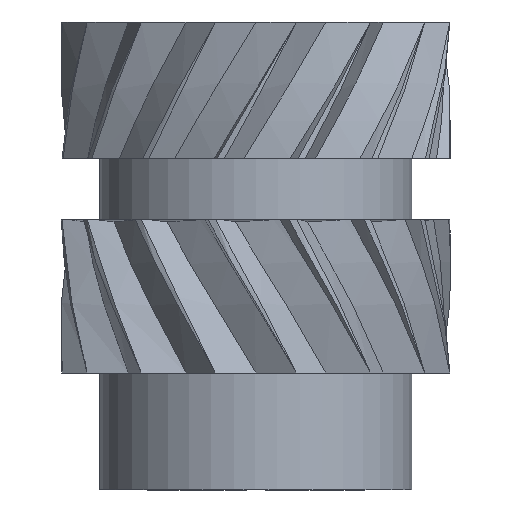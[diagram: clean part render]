
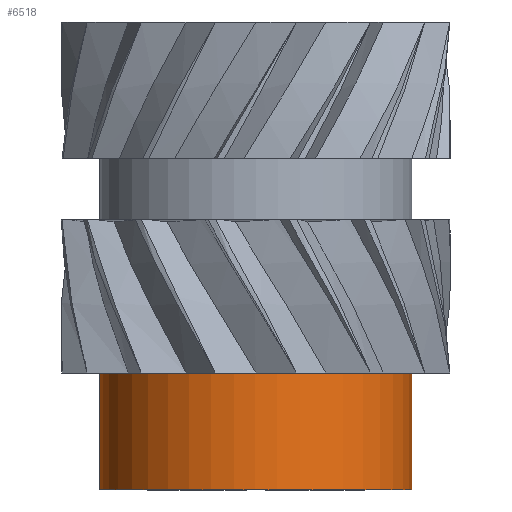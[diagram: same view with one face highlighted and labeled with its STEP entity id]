
A CAD part, front view. The second image highlights one B-rep face of the part: STEP entity #6518.
In plain terms, the highlighted free-form (B-spline) face has degree [1, 2] with [2, 9] control points.
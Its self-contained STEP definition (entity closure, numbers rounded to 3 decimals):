
#46 = EDGE_CURVE ( 'NONE', #4800, #8354, #10776, .T. ) ;
#70 = CARTESIAN_POINT ( 'NONE',  ( -2., 0., 0. ) ) ;
#428 = FACE_OUTER_BOUND ( 'NONE', #5432, .T. ) ;
#790 = CARTESIAN_POINT ( 'NONE',  ( 2., 2., 1.5 ) ) ;
#973 = CARTESIAN_POINT ( 'NONE',  ( 0., -2., 0. ) ) ;
#1209 = CARTESIAN_POINT ( 'NONE',  ( 2., -2., 0. ) ) ;
#1497 = CARTESIAN_POINT ( 'NONE',  ( -2., 2., 1.5 ) ) ;
#1866 = EDGE_CURVE ( 'NONE', #8414, #4800, #5838, .T. ) ;
#2106 = CARTESIAN_POINT ( 'NONE',  ( -2., 2., 0. ) ) ;
#2257 = ORIENTED_EDGE ( 'NONE', *, *, #1866, .T. ) ;
#2387 = B_SPLINE_CURVE_WITH_KNOTS ( 'NONE', 1,
 ( #70, #8958 ),
 .UNSPECIFIED., .F., .F.,
 ( 2, 2 ),
 ( 0., 6. ),
 .UNSPECIFIED. ) ;
#2406 = CARTESIAN_POINT ( 'NONE',  ( 2., 0., 1.5 ) ) ;
#2454 = CARTESIAN_POINT ( 'NONE',  ( 0., 2., 0. ) ) ;
#2677 = ORIENTED_EDGE ( 'NONE', *, *, #7355, .F. ) ;
#2693 = CARTESIAN_POINT ( 'NONE',  ( -2., 0., 0. ) ) ;
#3167 = CARTESIAN_POINT ( 'NONE',  ( 2., 0., 0. ) ) ;
#3913 = CARTESIAN_POINT ( 'NONE',  ( 2., 0., 0. ) ) ;
#4641 = CARTESIAN_POINT ( 'NONE',  ( 2., 0., 1.5 ) ) ;
#4800 = VERTEX_POINT ( 'NONE', #2406 ) ;
#5118 = CARTESIAN_POINT ( 'NONE',  ( -2., 0., 1.5 ) ) ;
#5239 = CARTESIAN_POINT ( 'NONE',  ( 2., 0., 1.5 ) ) ;
#5294 = CARTESIAN_POINT ( 'NONE',  ( 2., 0., 1.5 ) ) ;
#5351 = EDGE_CURVE ( 'NONE', #6718, #8354, #2387, .T. ) ;
#5432 = EDGE_LOOP ( 'NONE', ( #9409, #2677, #2257, #10564 ) ) ;
#5838 = B_SPLINE_CURVE_WITH_KNOTS ( 'NONE', 1,
 ( #8178, #4641 ),
 .UNSPECIFIED., .F., .F.,
 ( 2, 2 ),
 ( 0., 6. ),
 .UNSPECIFIED. ) ;
#6518 = ADVANCED_FACE ( 'NONE', ( #428 ), #9248, .T. ) ;
#6603 = CARTESIAN_POINT ( 'NONE',  ( 2., -2., 0. ) ) ;
#6714 = CARTESIAN_POINT ( 'NONE',  ( -2., -2., 0. ) ) ;
#6718 = VERTEX_POINT ( 'NONE', #2693 ) ;
#6763 = CARTESIAN_POINT ( 'NONE',  ( -2., 0., 0. ) ) ;
#6882 = CARTESIAN_POINT ( 'NONE',  ( -2., 0., 1.5 ) ) ;
#7355 = EDGE_CURVE ( 'NONE', #8414, #6718, #10905, .T. ) ;
#7594 = CARTESIAN_POINT ( 'NONE',  ( 0., -2., 0. ) ) ;
#8005 = CARTESIAN_POINT ( 'NONE',  ( 0., -2., 1.5 ) ) ;
#8178 = CARTESIAN_POINT ( 'NONE',  ( 2., 0., 0. ) ) ;
#8354 = VERTEX_POINT ( 'NONE', #8453 ) ;
#8414 = VERTEX_POINT ( 'NONE', #3913 ) ;
#8453 = CARTESIAN_POINT ( 'NONE',  ( -2., 0., 1.5 ) ) ;
#8658 = CARTESIAN_POINT ( 'NONE',  ( 2., 0., 1.5 ) ) ;
#8842 = CARTESIAN_POINT ( 'NONE',  ( 2., -2., 1.5 ) ) ;
#8902 = CARTESIAN_POINT ( 'NONE',  ( 2., 0., 0. ) ) ;
#8958 = CARTESIAN_POINT ( 'NONE',  ( -2., 0., 1.5 ) ) ;
#9248 =( BOUNDED_SURFACE ( )  B_SPLINE_SURFACE ( 1, 2, ( 
 ( #3167, #6603, #7594, #6714, #10219, #2106, #2454, #10560, #8902 ),
 ( #8658, #8842, #8005, #9609, #5118, #1497, #11389, #790, #5294 ) ),
 .UNSPECIFIED., .F., .T., .F. ) 
 B_SPLINE_SURFACE_WITH_KNOTS ( ( 2, 2 ),
 ( 3, 2, 2, 2, 3 ),
 ( 0., 6. ),
 ( 25.133, 28.274, 31.416, 34.558, 37.699 ),
 .UNSPECIFIED. ) 
 GEOMETRIC_REPRESENTATION_ITEM ( )  RATIONAL_B_SPLINE_SURFACE ( (
 ( 1., 0.707, 1., 0.707, 1., 0.707, 1., 0.707, 1.),
 ( 1., 0.707, 1., 0.707, 1., 0.707, 1., 0.707, 1.) ) ) 
 REPRESENTATION_ITEM ( '' )  SURFACE ( )  );
#9328 = CARTESIAN_POINT ( 'NONE',  ( 2., 0., 0. ) ) ;
#9409 = ORIENTED_EDGE ( 'NONE', *, *, #5351, .F. ) ;
#9609 = CARTESIAN_POINT ( 'NONE',  ( -2., -2., 1.5 ) ) ;
#9673 = CARTESIAN_POINT ( 'NONE',  ( 0., -2., 1.5 ) ) ;
#10219 = CARTESIAN_POINT ( 'NONE',  ( -2., 0., 0. ) ) ;
#10560 = CARTESIAN_POINT ( 'NONE',  ( 2., 2., 0. ) ) ;
#10564 = ORIENTED_EDGE ( 'NONE', *, *, #46, .T. ) ;
#10776 =( BOUNDED_CURVE ( )  B_SPLINE_CURVE ( 2, ( #5239, #11452, #9673, #11336, #6882 ),
 .UNSPECIFIED., .F., .F. ) 
 B_SPLINE_CURVE_WITH_KNOTS ( ( 3, 2, 3 ),
 ( 25.133, 28.274, 31.416 ),
 .UNSPECIFIED. ) 
 CURVE ( )  GEOMETRIC_REPRESENTATION_ITEM ( )  RATIONAL_B_SPLINE_CURVE ( ( 1., 0.707, 1., 0.707, 1. ) ) 
 REPRESENTATION_ITEM ( '' )  );
#10905 =( BOUNDED_CURVE ( )  B_SPLINE_CURVE ( 2, ( #9328, #1209, #973, #11166, #6763 ),
 .UNSPECIFIED., .F., .F. ) 
 B_SPLINE_CURVE_WITH_KNOTS ( ( 3, 2, 3 ),
 ( 25.133, 28.274, 31.416 ),
 .UNSPECIFIED. ) 
 CURVE ( )  GEOMETRIC_REPRESENTATION_ITEM ( )  RATIONAL_B_SPLINE_CURVE ( ( 1., 0.707, 1., 0.707, 1. ) ) 
 REPRESENTATION_ITEM ( '' )  );
#11166 = CARTESIAN_POINT ( 'NONE',  ( -2., -2., 0. ) ) ;
#11336 = CARTESIAN_POINT ( 'NONE',  ( -2., -2., 1.5 ) ) ;
#11389 = CARTESIAN_POINT ( 'NONE',  ( 0., 2., 1.5 ) ) ;
#11452 = CARTESIAN_POINT ( 'NONE',  ( 2., -2., 1.5 ) ) ;
